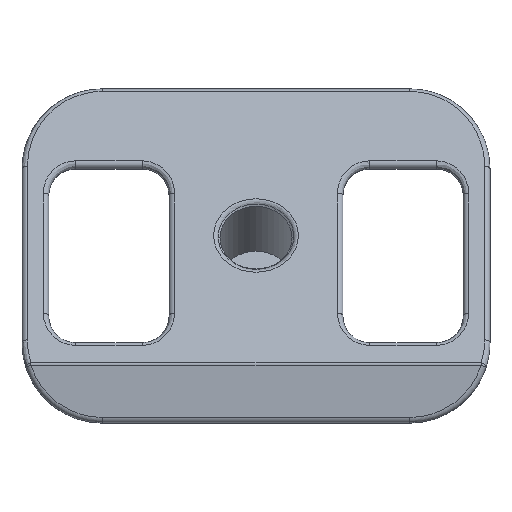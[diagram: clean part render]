
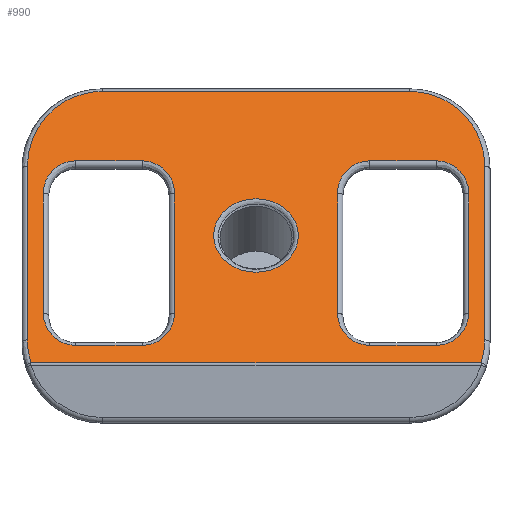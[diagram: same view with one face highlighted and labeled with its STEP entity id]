
A CAD part, top view. The second image highlights one B-rep face of the part: STEP entity #990.
In plain terms, the highlighted planar face has unit normal (0, 0.5, 0.866).
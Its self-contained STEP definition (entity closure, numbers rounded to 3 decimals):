
#20=FACE_BOUND('',#316,.T.);
#21=FACE_BOUND('',#317,.T.);
#22=FACE_BOUND('',#318,.T.);
#27=ELLIPSE('',#1064,6.466,5.6);
#28=ELLIPSE('',#1068,6.466,5.6);
#30=ELLIPSE('',#1073,6.466,5.6);
#32=ELLIPSE('',#1077,6.466,5.6);
#33=ELLIPSE('',#1086,2.771,2.4);
#34=ELLIPSE('',#1087,2.771,2.4);
#35=ELLIPSE('',#1088,2.771,2.4);
#36=ELLIPSE('',#1089,2.771,2.4);
#37=ELLIPSE('',#1091,2.771,2.4);
#38=ELLIPSE('',#1092,2.771,2.4);
#39=ELLIPSE('',#1093,2.771,2.4);
#40=ELLIPSE('',#1094,2.771,2.4);
#54=PLANE('',#1085);
#71=LINE('',#1557,#135);
#79=LINE('',#1625,#143);
#81=LINE('',#1666,#145);
#83=LINE('',#1706,#147);
#92=LINE('',#1752,#156);
#93=LINE('',#1756,#157);
#94=LINE('',#1760,#158);
#95=LINE('',#1763,#159);
#96=LINE('',#1770,#160);
#97=LINE('',#1774,#161);
#98=LINE('',#1778,#162);
#99=LINE('',#1781,#163);
#135=VECTOR('',#1187,10.);
#143=VECTOR('',#1245,10.);
#145=VECTOR('',#1257,10.);
#147=VECTOR('',#1269,10.);
#156=VECTOR('',#1298,10.);
#157=VECTOR('',#1301,10.);
#158=VECTOR('',#1304,10.);
#159=VECTOR('',#1307,10.);
#160=VECTOR('',#1312,10.);
#161=VECTOR('',#1315,10.);
#162=VECTOR('',#1318,10.);
#163=VECTOR('',#1321,10.);
#250=FACE_OUTER_BOUND('',#315,.T.);
#315=EDGE_LOOP('',(#750,#751,#752,#753,#754,#755,#756,#757));
#316=EDGE_LOOP('',(#758,#759,#760,#761,#762,#763,#764,#765));
#317=EDGE_LOOP('',(#766));
#318=EDGE_LOOP('',(#767,#768,#769,#770,#771,#772,#773,#774));
#386=CIRCLE('',#1090,3.173);
#426=VERTEX_POINT('',#1547);
#429=VERTEX_POINT('',#1555);
#442=VERTEX_POINT('',#1618);
#444=VERTEX_POINT('',#1623);
#446=VERTEX_POINT('',#1658);
#448=VERTEX_POINT('',#1664);
#450=VERTEX_POINT('',#1699);
#451=VERTEX_POINT('',#1704);
#456=VERTEX_POINT('',#1748);
#457=VERTEX_POINT('',#1749);
#458=VERTEX_POINT('',#1751);
#459=VERTEX_POINT('',#1753);
#460=VERTEX_POINT('',#1755);
#461=VERTEX_POINT('',#1757);
#462=VERTEX_POINT('',#1759);
#463=VERTEX_POINT('',#1761);
#464=VERTEX_POINT('',#1764);
#465=VERTEX_POINT('',#1766);
#466=VERTEX_POINT('',#1767);
#467=VERTEX_POINT('',#1769);
#468=VERTEX_POINT('',#1771);
#469=VERTEX_POINT('',#1773);
#470=VERTEX_POINT('',#1775);
#471=VERTEX_POINT('',#1777);
#472=VERTEX_POINT('',#1779);
#518=EDGE_CURVE('',#429,#426,#71,.T.);
#540=EDGE_CURVE('',#442,#429,#27,.T.);
#542=EDGE_CURVE('',#444,#442,#79,.T.);
#545=EDGE_CURVE('',#446,#444,#28,.T.);
#548=EDGE_CURVE('',#448,#446,#81,.T.);
#551=EDGE_CURVE('',#450,#448,#30,.T.);
#554=EDGE_CURVE('',#451,#450,#83,.T.);
#556=EDGE_CURVE('',#426,#451,#32,.T.);
#566=EDGE_CURVE('',#456,#457,#33,.T.);
#567=EDGE_CURVE('',#458,#456,#92,.T.);
#568=EDGE_CURVE('',#459,#458,#34,.T.);
#569=EDGE_CURVE('',#460,#459,#93,.T.);
#570=EDGE_CURVE('',#461,#460,#35,.T.);
#571=EDGE_CURVE('',#462,#461,#94,.T.);
#572=EDGE_CURVE('',#463,#462,#36,.T.);
#573=EDGE_CURVE('',#457,#463,#95,.T.);
#574=EDGE_CURVE('',#464,#464,#386,.T.);
#575=EDGE_CURVE('',#465,#466,#37,.T.);
#576=EDGE_CURVE('',#467,#465,#96,.T.);
#577=EDGE_CURVE('',#468,#467,#38,.T.);
#578=EDGE_CURVE('',#469,#468,#97,.T.);
#579=EDGE_CURVE('',#470,#469,#39,.T.);
#580=EDGE_CURVE('',#471,#470,#98,.T.);
#581=EDGE_CURVE('',#472,#471,#40,.T.);
#582=EDGE_CURVE('',#466,#472,#99,.T.);
#750=ORIENTED_EDGE('',*,*,#518,.F.);
#751=ORIENTED_EDGE('',*,*,#540,.F.);
#752=ORIENTED_EDGE('',*,*,#542,.F.);
#753=ORIENTED_EDGE('',*,*,#545,.F.);
#754=ORIENTED_EDGE('',*,*,#548,.F.);
#755=ORIENTED_EDGE('',*,*,#551,.F.);
#756=ORIENTED_EDGE('',*,*,#554,.F.);
#757=ORIENTED_EDGE('',*,*,#556,.F.);
#758=ORIENTED_EDGE('',*,*,#566,.F.);
#759=ORIENTED_EDGE('',*,*,#567,.F.);
#760=ORIENTED_EDGE('',*,*,#568,.F.);
#761=ORIENTED_EDGE('',*,*,#569,.F.);
#762=ORIENTED_EDGE('',*,*,#570,.F.);
#763=ORIENTED_EDGE('',*,*,#571,.F.);
#764=ORIENTED_EDGE('',*,*,#572,.F.);
#765=ORIENTED_EDGE('',*,*,#573,.F.);
#766=ORIENTED_EDGE('',*,*,#574,.F.);
#767=ORIENTED_EDGE('',*,*,#575,.F.);
#768=ORIENTED_EDGE('',*,*,#576,.F.);
#769=ORIENTED_EDGE('',*,*,#577,.F.);
#770=ORIENTED_EDGE('',*,*,#578,.F.);
#771=ORIENTED_EDGE('',*,*,#579,.F.);
#772=ORIENTED_EDGE('',*,*,#580,.F.);
#773=ORIENTED_EDGE('',*,*,#581,.F.);
#774=ORIENTED_EDGE('',*,*,#582,.F.);
#990=ADVANCED_FACE('',(#250,#20,#21,#22),#54,.T.);
#1064=AXIS2_PLACEMENT_3D('',#1620,#1239,#1240);
#1068=AXIS2_PLACEMENT_3D('',#1660,#1249,#1250);
#1073=AXIS2_PLACEMENT_3D('',#1701,#1261,#1262);
#1077=AXIS2_PLACEMENT_3D('',#1728,#1271,#1272);
#1085=AXIS2_PLACEMENT_3D('',#1747,#1294,#1295);
#1086=AXIS2_PLACEMENT_3D('',#1750,#1296,#1297);
#1087=AXIS2_PLACEMENT_3D('',#1754,#1299,#1300);
#1088=AXIS2_PLACEMENT_3D('',#1758,#1302,#1303);
#1089=AXIS2_PLACEMENT_3D('',#1762,#1305,#1306);
#1090=AXIS2_PLACEMENT_3D('',#1765,#1308,#1309);
#1091=AXIS2_PLACEMENT_3D('',#1768,#1310,#1311);
#1092=AXIS2_PLACEMENT_3D('',#1772,#1313,#1314);
#1093=AXIS2_PLACEMENT_3D('',#1776,#1316,#1317);
#1094=AXIS2_PLACEMENT_3D('',#1780,#1319,#1320);
#1187=DIRECTION('',(-1.,0.,0.));
#1239=DIRECTION('center_axis',(0.,-0.5,-0.866));
#1240=DIRECTION('ref_axis',(0.,-0.866,0.5));
#1245=DIRECTION('',(0.,-0.866,0.5));
#1249=DIRECTION('center_axis',(0.,-0.5,-0.866));
#1250=DIRECTION('ref_axis',(0.,0.866,-0.5));
#1257=DIRECTION('',(1.,0.,0.));
#1261=DIRECTION('center_axis',(0.,-0.5,-0.866));
#1262=DIRECTION('ref_axis',(0.,0.866,-0.5));
#1269=DIRECTION('',(0.,0.866,-0.5));
#1271=DIRECTION('center_axis',(0.,-0.5,-0.866));
#1272=DIRECTION('ref_axis',(0.,-0.866,0.5));
#1294=DIRECTION('center_axis',(0.,0.5,0.866));
#1295=DIRECTION('ref_axis',(0.,-0.866,0.5));
#1296=DIRECTION('center_axis',(0.,0.5,0.866));
#1297=DIRECTION('ref_axis',(0.,-0.866,0.5));
#1298=DIRECTION('',(0.,-0.866,0.5));
#1299=DIRECTION('center_axis',(0.,0.5,0.866));
#1300=DIRECTION('ref_axis',(0.,0.866,-0.5));
#1301=DIRECTION('',(-1.,0.,0.));
#1302=DIRECTION('center_axis',(0.,0.5,0.866));
#1303=DIRECTION('ref_axis',(0.,0.866,-0.5));
#1304=DIRECTION('',(0.,0.866,-0.5));
#1305=DIRECTION('center_axis',(0.,0.5,0.866));
#1306=DIRECTION('ref_axis',(0.,-0.866,0.5));
#1307=DIRECTION('',(1.,0.,0.));
#1308=DIRECTION('center_axis',(0.,0.5,0.866));
#1309=DIRECTION('ref_axis',(-1.,0.,0.));
#1310=DIRECTION('center_axis',(0.,0.5,0.866));
#1311=DIRECTION('ref_axis',(0.,-0.866,0.5));
#1312=DIRECTION('',(1.,0.,0.));
#1313=DIRECTION('center_axis',(0.,0.5,0.866));
#1314=DIRECTION('ref_axis',(0.,-0.866,0.5));
#1315=DIRECTION('',(0.,-0.866,0.5));
#1316=DIRECTION('center_axis',(0.,0.5,0.866));
#1317=DIRECTION('ref_axis',(0.,0.866,-0.5));
#1318=DIRECTION('',(-1.,0.,0.));
#1319=DIRECTION('center_axis',(0.,0.5,0.866));
#1320=DIRECTION('ref_axis',(0.,0.866,-0.5));
#1321=DIRECTION('',(0.,0.866,-0.5));
#1547=CARTESIAN_POINT('',(-11.333,-7.608,24.127));
#1555=CARTESIAN_POINT('',(22.333,-7.608,24.127));
#1557=CARTESIAN_POINT('',(5.5,-7.608,24.127));
#1618=CARTESIAN_POINT('',(22.6,-5.9,23.141));
#1620=CARTESIAN_POINT('Origin',(17.,-5.9,23.141));
#1623=CARTESIAN_POINT('',(22.6,7.1,15.635));
#1625=CARTESIAN_POINT('',(22.6,7.794,15.235));
#1658=CARTESIAN_POINT('',(17.,12.7,12.402));
#1660=CARTESIAN_POINT('Origin',(17.,7.1,15.635));
#1664=CARTESIAN_POINT('',(-6.,12.7,12.402));
#1666=CARTESIAN_POINT('',(-12.,12.7,12.402));
#1699=CARTESIAN_POINT('',(-11.6,7.1,15.635));
#1701=CARTESIAN_POINT('Origin',(-6.,7.1,15.635));
#1704=CARTESIAN_POINT('',(-11.6,-5.9,23.141));
#1706=CARTESIAN_POINT('',(-11.6,7.794,15.235));
#1728=CARTESIAN_POINT('Origin',(-6.,-5.9,23.141));
#1747=CARTESIAN_POINT('Origin',(-12.,12.9,12.287));
#1748=CARTESIAN_POINT('',(11.6,-3.9,21.986));
#1749=CARTESIAN_POINT('',(14.,-6.3,23.372));
#1750=CARTESIAN_POINT('Origin',(14.,-3.9,21.986));
#1751=CARTESIAN_POINT('',(11.6,5.1,16.79));
#1752=CARTESIAN_POINT('',(11.6,7.794,15.235));
#1753=CARTESIAN_POINT('',(14.,7.5,15.404));
#1754=CARTESIAN_POINT('Origin',(14.,5.1,16.79));
#1755=CARTESIAN_POINT('',(19.,7.5,15.404));
#1756=CARTESIAN_POINT('',(4.5,7.5,15.404));
#1757=CARTESIAN_POINT('',(21.4,5.1,16.79));
#1758=CARTESIAN_POINT('Origin',(19.,5.1,16.79));
#1759=CARTESIAN_POINT('',(21.4,-3.9,21.986));
#1760=CARTESIAN_POINT('',(21.4,7.794,15.235));
#1761=CARTESIAN_POINT('',(19.,-6.3,23.372));
#1762=CARTESIAN_POINT('Origin',(19.,-3.9,21.986));
#1763=CARTESIAN_POINT('',(4.5,-6.3,23.372));
#1764=CARTESIAN_POINT('',(8.673,1.916,18.628));
#1765=CARTESIAN_POINT('Origin',(5.5,1.916,18.628));
#1766=CARTESIAN_POINT('',(-3.,-6.3,23.372));
#1767=CARTESIAN_POINT('',(-0.6,-3.9,21.986));
#1768=CARTESIAN_POINT('Origin',(-3.,-3.9,21.986));
#1769=CARTESIAN_POINT('',(-8.,-6.3,23.372));
#1770=CARTESIAN_POINT('',(-11.,-6.3,23.372));
#1771=CARTESIAN_POINT('',(-10.4,-3.9,21.986));
#1772=CARTESIAN_POINT('Origin',(-8.,-3.9,21.986));
#1773=CARTESIAN_POINT('',(-10.4,5.1,16.79));
#1774=CARTESIAN_POINT('',(-10.4,7.794,15.235));
#1775=CARTESIAN_POINT('',(-8.,7.5,15.404));
#1776=CARTESIAN_POINT('Origin',(-8.,5.1,16.79));
#1777=CARTESIAN_POINT('',(-3.,7.5,15.404));
#1778=CARTESIAN_POINT('',(-11.,7.5,15.404));
#1779=CARTESIAN_POINT('',(-0.6,5.1,16.79));
#1780=CARTESIAN_POINT('Origin',(-3.,5.1,16.79));
#1781=CARTESIAN_POINT('',(-0.6,7.794,15.235));
